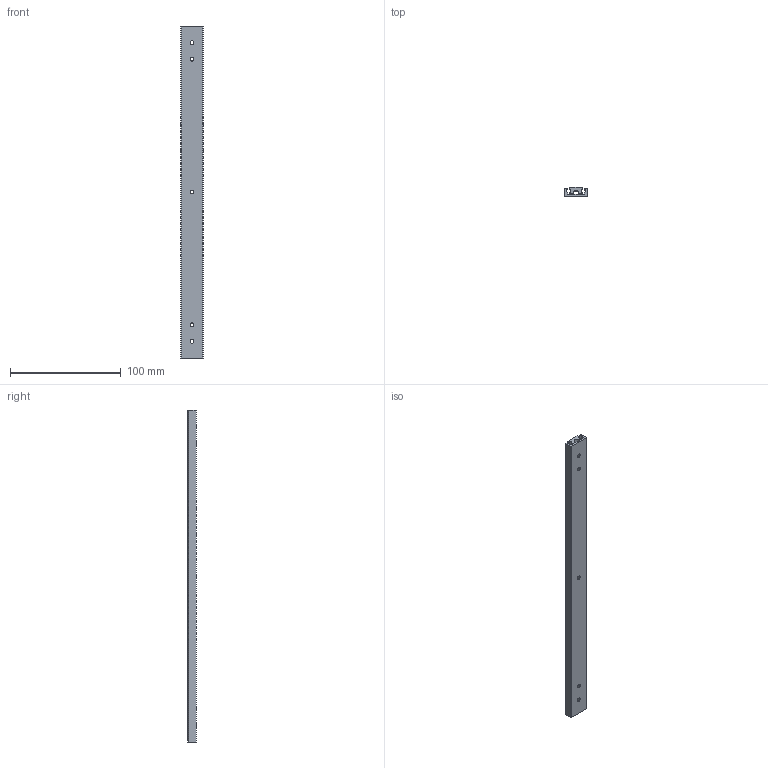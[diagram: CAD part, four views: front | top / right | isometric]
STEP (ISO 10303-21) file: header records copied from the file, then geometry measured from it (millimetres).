
FILE_DESCRIPTION (( 'STEP AP214' ), '1' );
FILE_NAME ('LRS300.STEP', '2020-04-23T22:57:02', ( '' ), ( '' ), 'SwSTEP 2.0', 'SolidWorks 2018', '' );
FILE_SCHEMA (( 'AUTOMOTIVE_DESIGN' ));
Length unit declared in the file: millimetre
Products named in the file (1): LRS300
Bounding box: 20 x 8 x 300 mm (x, y, z)
Volume: 31256.3 mm3; surface area: 32369.2 mm2
Topology: 2 solids, 2 shells, 184 faces, 526 edges, 350 vertices
Faces by surface type: cylinder 86, bspline 50, cone 27, plane 21
Entity records: 27005 total; most frequent: CARTESIAN_POINT 22833, ORIENTED_EDGE 1052, DIRECTION 626, EDGE_CURVE 526, VERTEX_POINT 350, AXIS2_PLACEMENT_3D 238, EDGE_LOOP 210, B_SPLINE_CURVE_WITH_KNOTS 188
